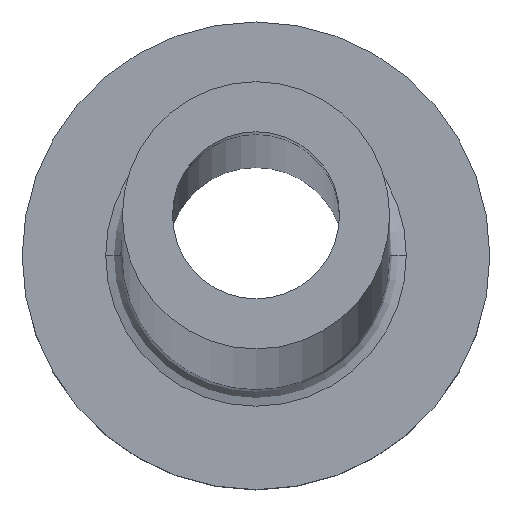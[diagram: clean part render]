
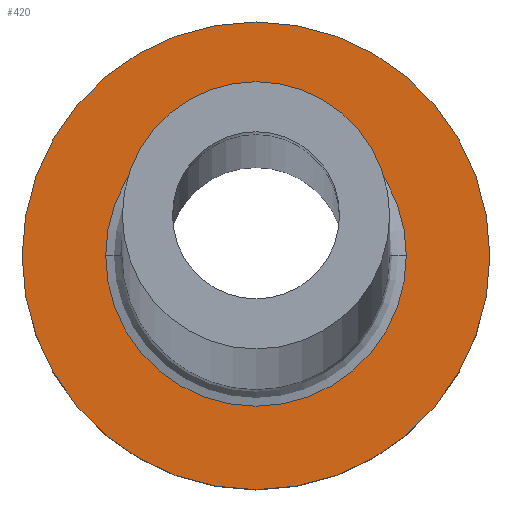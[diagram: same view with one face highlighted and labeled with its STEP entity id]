
A CAD part, top view. The second image highlights one B-rep face of the part: STEP entity #420.
In plain terms, the highlighted planar face has unit normal (0, 0, 1).
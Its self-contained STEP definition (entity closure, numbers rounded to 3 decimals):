
#14 = ORIENTED_EDGE ( 'NONE', *, *, #355, .T. ) ;
#27 = CARTESIAN_POINT ( 'NONE',  ( 0., 0., 5. ) ) ;
#38 = CARTESIAN_POINT ( 'NONE',  ( 0., 0., 5. ) ) ;
#39 = VERTEX_POINT ( 'NONE', #206 ) ;
#40 = CARTESIAN_POINT ( 'NONE',  ( 0., 0., 5. ) ) ;
#47 = DIRECTION ( 'NONE',  ( 0., 0., 1. ) ) ;
#69 = CARTESIAN_POINT ( 'NONE',  ( -4.5, 0., 5. ) ) ;
#84 = DIRECTION ( 'NONE',  ( 0., 0., 1. ) ) ;
#90 = ORIENTED_EDGE ( 'NONE', *, *, #106, .T. ) ;
#91 = DIRECTION ( 'NONE',  ( 1., 0., 0. ) ) ;
#106 = EDGE_CURVE ( 'NONE', #124, #395, #248, .T. ) ;
#119 = ORIENTED_EDGE ( 'NONE', *, *, #123, .T. ) ;
#123 = EDGE_CURVE ( 'NONE', #395, #124, #128, .T. ) ;
#124 = VERTEX_POINT ( 'NONE', #69 ) ;
#128 = CIRCLE ( 'NONE', #298, 4.5 ) ;
#148 = AXIS2_PLACEMENT_3D ( 'NONE', #27, #426, #347 ) ;
#149 = AXIS2_PLACEMENT_3D ( 'NONE', #205, #260, #91 ) ;
#162 = CARTESIAN_POINT ( 'NONE',  ( -7., 0., 5. ) ) ;
#165 = AXIS2_PLACEMENT_3D ( 'NONE', #38, #47, #259 ) ;
#186 = EDGE_LOOP ( 'NONE', ( #14, #367 ) ) ;
#198 = EDGE_LOOP ( 'NONE', ( #119, #90 ) ) ;
#205 = CARTESIAN_POINT ( 'NONE',  ( 0., 0., 5. ) ) ;
#206 = CARTESIAN_POINT ( 'NONE',  ( 7., 0., 5. ) ) ;
#241 = DIRECTION ( 'NONE',  ( 1., 0., 0. ) ) ;
#246 = CARTESIAN_POINT ( 'NONE',  ( 0., 0., 5. ) ) ;
#248 = CIRCLE ( 'NONE', #148, 4.5 ) ;
#259 = DIRECTION ( 'NONE',  ( 1., 0., 0. ) ) ;
#260 = DIRECTION ( 'NONE',  ( 0., 0., 1. ) ) ;
#262 = FACE_BOUND ( 'NONE', #198, .T. ) ;
#264 = CIRCLE ( 'NONE', #325, 7. ) ;
#285 = DIRECTION ( 'NONE',  ( 1., 0., 0. ) ) ;
#298 = AXIS2_PLACEMENT_3D ( 'NONE', #246, #391, #241 ) ;
#325 = AXIS2_PLACEMENT_3D ( 'NONE', #40, #84, #285 ) ;
#347 = DIRECTION ( 'NONE',  ( 1., 0., 0. ) ) ;
#355 = EDGE_CURVE ( 'NONE', #416, #39, #264, .T. ) ;
#363 = EDGE_CURVE ( 'NONE', #39, #416, #365, .T. ) ;
#365 = CIRCLE ( 'NONE', #165, 7. ) ;
#367 = ORIENTED_EDGE ( 'NONE', *, *, #363, .T. ) ;
#370 = CARTESIAN_POINT ( 'NONE',  ( 4.5, 0., 5. ) ) ;
#374 = FACE_OUTER_BOUND ( 'NONE', #186, .T. ) ;
#391 = DIRECTION ( 'NONE',  ( 0., 0., -1. ) ) ;
#395 = VERTEX_POINT ( 'NONE', #370 ) ;
#405 = PLANE ( 'NONE',  #149 ) ;
#416 = VERTEX_POINT ( 'NONE', #162 ) ;
#420 = ADVANCED_FACE ( 'NONE', ( #262, #374 ), #405, .T. ) ;
#426 = DIRECTION ( 'NONE',  ( 0., 0., -1. ) ) ;
